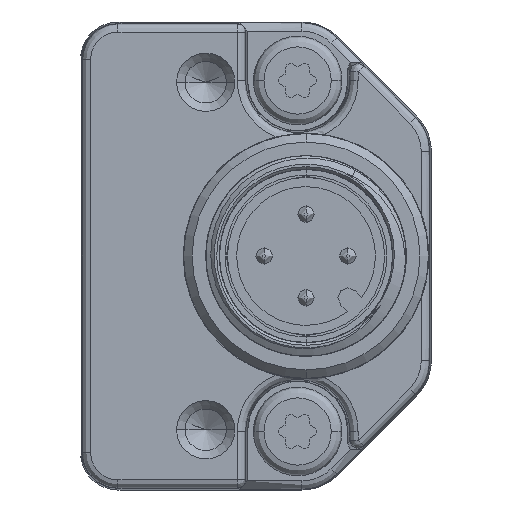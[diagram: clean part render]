
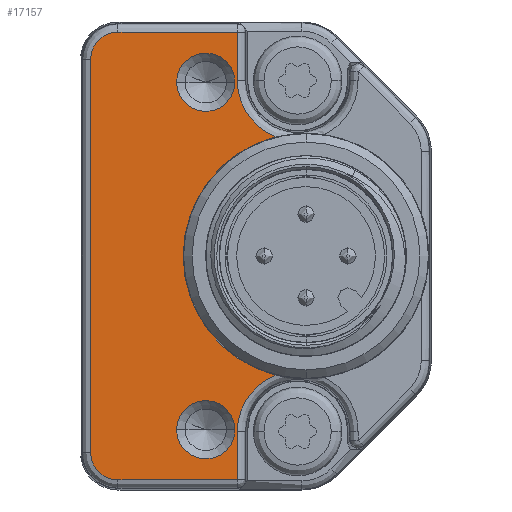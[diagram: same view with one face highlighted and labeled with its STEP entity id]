
A CAD part, left-side view. The second image highlights one B-rep face of the part: STEP entity #17157.
In plain terms, the highlighted planar face has unit normal (-1, 0, 0).
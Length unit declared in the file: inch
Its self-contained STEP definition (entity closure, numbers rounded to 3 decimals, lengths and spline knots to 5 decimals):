
#604=CARTESIAN_POINT('',(-0.49213,0.31496,
-0.41339));
#605=DIRECTION('',(1.,0.,0.));
#606=DIRECTION('',(0.,1.,0.));
#607=AXIS2_PLACEMENT_3D('',#604,#605,#606);
#609=DIRECTION('',(0.,0.,1.));
#610=VECTOR('',#609,0.11399);
#611=CARTESIAN_POINT('',(-0.49213,0.45723,
-0.52737));
#612=LINE('',#611,#610);
#613=DIRECTION('',(0.,-1.,0.));
#614=VECTOR('',#613,0.28096);
#615=CARTESIAN_POINT('',(-0.49213,0.73819,
-0.52737));
#616=LINE('',#615,#614);
#617=CARTESIAN_POINT('',(-0.49213,0.73819,
-0.4626));
#618=DIRECTION('',(-1.,0.,0.));
#619=DIRECTION('',(0.,1.,0.));
#620=AXIS2_PLACEMENT_3D('',#617,#618,#619);
#622=DIRECTION('',(0.,0.,-1.));
#623=VECTOR('',#622,0.9252);
#624=CARTESIAN_POINT('',(-0.49213,0.80296,
0.4626));
#625=LINE('',#624,#623);
#626=CARTESIAN_POINT('',(-0.49213,0.73819,
0.4626));
#627=DIRECTION('',(-1.,0.,0.));
#628=DIRECTION('',(0.,0.,1.));
#629=AXIS2_PLACEMENT_3D('',#626,#627,#628);
#631=DIRECTION('',(0.,1.,0.));
#632=VECTOR('',#631,0.28096);
#633=CARTESIAN_POINT('',(-0.49213,0.45723,
0.52737));
#634=LINE('',#633,#632);
#635=DIRECTION('',(0.,0.,1.));
#636=VECTOR('',#635,0.11399);
#637=CARTESIAN_POINT('',(-0.49213,0.45723,
0.41339));
#638=LINE('',#637,#636);
#639=CARTESIAN_POINT('',(-0.49213,0.31496,
0.41339));
#640=DIRECTION('',(1.,0.,0.));
#641=DIRECTION('',(0.,0.359,-0.933));
#642=AXIS2_PLACEMENT_3D('',#639,#640,#641);
#644=CARTESIAN_POINT('',(-0.49213,0.29528,0.));
#645=DIRECTION('',(-1.,0.,0.));
#646=DIRECTION('',(0.,0.244,0.97));
#647=AXIS2_PLACEMENT_3D('',#644,#645,#646);
#649=CARTESIAN_POINT('',(-0.49213,0.5315,
-0.40915));
#650=DIRECTION('',(1.,0.,0.));
#651=DIRECTION('',(0.,1.,0.));
#652=AXIS2_PLACEMENT_3D('',#649,#650,#651);
#654=CARTESIAN_POINT('',(-0.49213,0.5315,
-0.40915));
#655=DIRECTION('',(1.,0.,0.));
#656=DIRECTION('',(0.,-1.,0.));
#657=AXIS2_PLACEMENT_3D('',#654,#655,#656);
#659=CARTESIAN_POINT('',(-0.49213,0.5315,
0.40915));
#660=DIRECTION('',(1.,0.,0.));
#661=DIRECTION('',(0.,1.,0.));
#662=AXIS2_PLACEMENT_3D('',#659,#660,#661);
#664=CARTESIAN_POINT('',(-0.49213,0.5315,
0.40915));
#665=DIRECTION('',(1.,0.,0.));
#666=DIRECTION('',(0.,-1.,0.));
#667=AXIS2_PLACEMENT_3D('',#664,#665,#666);
#14833=CARTESIAN_POINT('',(-0.49213,0.80296,
-0.4626));
#14834=CARTESIAN_POINT('',(-0.49213,0.73819,
-0.52737));
#14835=VERTEX_POINT('',#14833);
#14836=VERTEX_POINT('',#14834);
#14841=CARTESIAN_POINT('',(-0.49213,0.80296,
0.4626));
#14842=VERTEX_POINT('',#14841);
#14845=CARTESIAN_POINT('',(-0.49213,0.73819,
0.52737));
#14846=VERTEX_POINT('',#14845);
#14869=CARTESIAN_POINT('',(-0.49213,0.60039,
-0.40915));
#14870=CARTESIAN_POINT('',(-0.49213,0.4626,
-0.40915));
#14871=VERTEX_POINT('',#14869);
#14872=VERTEX_POINT('',#14870);
#14877=CARTESIAN_POINT('',(-0.49213,0.60039,
0.40915));
#14878=CARTESIAN_POINT('',(-0.49213,0.4626,
0.40915));
#14879=VERTEX_POINT('',#14877);
#14880=VERTEX_POINT('',#14878);
#14913=CARTESIAN_POINT('',(-0.49213,0.45723,
-0.41339));
#14914=CARTESIAN_POINT('',(-0.49213,0.366,
-0.28059));
#14915=VERTEX_POINT('',#14913);
#14916=VERTEX_POINT('',#14914);
#14917=CARTESIAN_POINT('',(-0.49213,0.45723,
-0.52737));
#14918=VERTEX_POINT('',#14917);
#14941=CARTESIAN_POINT('',(-0.49213,0.366,
0.28059));
#14942=CARTESIAN_POINT('',(-0.49213,0.45723,
0.41339));
#14943=VERTEX_POINT('',#14941);
#14944=VERTEX_POINT('',#14942);
#14945=CARTESIAN_POINT('',(-0.49213,0.45723,
0.52737));
#14946=VERTEX_POINT('',#14945);
#17120=CARTESIAN_POINT('',(-0.49213,0.,0.));
#17121=DIRECTION('',(-1.,0.,0.));
#17122=DIRECTION('',(0.,0.,1.));
#17123=AXIS2_PLACEMENT_3D('',#17120,#17121,#17122);
#17124=PLANE('',#17123);
#17126=ORIENTED_EDGE('',*,*,#17125,.F.);
#17127=ORIENTED_EDGE('',*,*,#17110,.F.);
#17128=ORIENTED_EDGE('',*,*,#17087,.F.);
#17130=ORIENTED_EDGE('',*,*,#17129,.F.);
#17132=ORIENTED_EDGE('',*,*,#17131,.F.);
#17134=ORIENTED_EDGE('',*,*,#17133,.F.);
#17136=ORIENTED_EDGE('',*,*,#17135,.F.);
#17138=ORIENTED_EDGE('',*,*,#17137,.F.);
#17140=ORIENTED_EDGE('',*,*,#17139,.F.);
#17142=ORIENTED_EDGE('',*,*,#17141,.T.);
#17143=EDGE_LOOP('',(#17126,#17127,#17128,#17130,#17132,#17134,#17136,#17138,
#17140,#17142));
#17144=FACE_OUTER_BOUND('',#17143,.F.);
#17146=ORIENTED_EDGE('',*,*,#17145,.F.);
#17148=ORIENTED_EDGE('',*,*,#17147,.F.);
#17149=EDGE_LOOP('',(#17146,#17148));
#17150=FACE_BOUND('',#17149,.F.);
#17152=ORIENTED_EDGE('',*,*,#17151,.F.);
#17154=ORIENTED_EDGE('',*,*,#17153,.F.);
#17155=EDGE_LOOP('',(#17152,#17154));
#17156=FACE_BOUND('',#17155,.F.);
#17157=ADVANCED_FACE('',(#17144,#17150,#17156),#17124,.T.);
#608=CIRCLE('',#607,0.14227);
#621=CIRCLE('',#620,0.06477);
#630=CIRCLE('',#629,0.06477);
#643=CIRCLE('',#642,0.14227);
#648=CIRCLE('',#647,0.28937);
#653=CIRCLE('',#652,0.0689);
#658=CIRCLE('',#657,0.0689);
#663=CIRCLE('',#662,0.0689);
#668=CIRCLE('',#667,0.0689);
#17087=EDGE_CURVE('',#14836,#14918,#616,.T.);
#17110=EDGE_CURVE('',#14918,#14915,#612,.T.);
#17125=EDGE_CURVE('',#14915,#14916,#608,.T.);
#17129=EDGE_CURVE('',#14835,#14836,#621,.T.);
#17131=EDGE_CURVE('',#14842,#14835,#625,.T.);
#17133=EDGE_CURVE('',#14846,#14842,#630,.T.);
#17135=EDGE_CURVE('',#14946,#14846,#634,.T.);
#17137=EDGE_CURVE('',#14944,#14946,#638,.T.);
#17139=EDGE_CURVE('',#14943,#14944,#643,.T.);
#17141=EDGE_CURVE('',#14943,#14916,#648,.T.);
#17145=EDGE_CURVE('',#14871,#14872,#653,.T.);
#17147=EDGE_CURVE('',#14872,#14871,#658,.T.);
#17151=EDGE_CURVE('',#14879,#14880,#663,.T.);
#17153=EDGE_CURVE('',#14880,#14879,#668,.T.);
